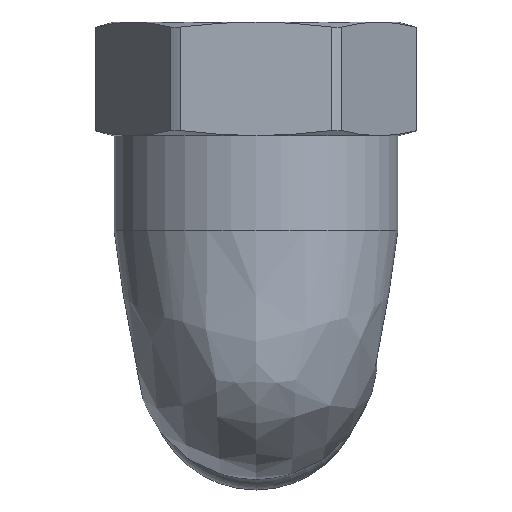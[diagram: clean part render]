
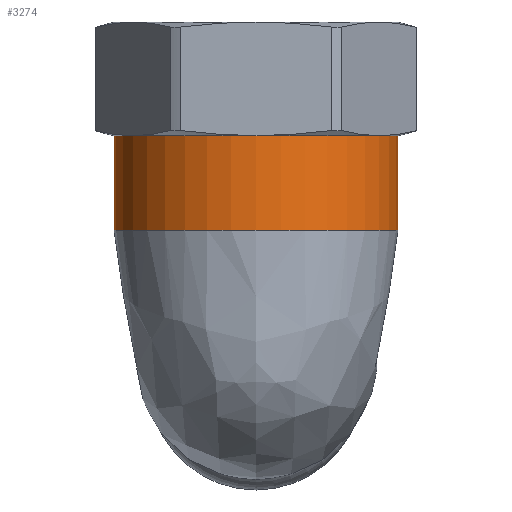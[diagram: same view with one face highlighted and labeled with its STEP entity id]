
A CAD part, top view. The second image highlights one B-rep face of the part: STEP entity #3274.
In plain terms, the highlighted cylindrical face has radius 15 mm (diameter 30 mm), a full revolution.
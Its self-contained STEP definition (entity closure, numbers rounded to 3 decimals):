
#616=LINE('',#8607,#763);
#763=VECTOR('',#4000,15.);
#777=CYLINDRICAL_SURFACE('',#3479,15.);
#958=FACE_OUTER_BOUND('',#1159,.T.);
#1159=EDGE_LOOP('',(#3049,#3050,#3051,#3052,#3053,#3054,#3055,#3056,#3057,
#3058,#3059,#3060,#3061));
#1182=CIRCLE('',#3378,15.);
#1183=CIRCLE('',#3379,15.);
#1184=CIRCLE('',#3380,15.);
#1185=CIRCLE('',#3381,15.);
#1199=CIRCLE('',#3417,15.);
#1200=CIRCLE('',#3418,15.);
#1202=CIRCLE('',#3421,15.);
#1204=CIRCLE('',#3424,15.);
#1207=CIRCLE('',#3428,15.);
#1209=CIRCLE('',#3431,15.);
#1239=CIRCLE('',#3480,15.);
#1431=VERTEX_POINT('',#6399);
#1432=VERTEX_POINT('',#6413);
#1433=VERTEX_POINT('',#6415);
#1434=VERTEX_POINT('',#6417);
#1517=VERTEX_POINT('',#8133);
#1523=VERTEX_POINT('',#8154);
#1529=VERTEX_POINT('',#8175);
#1535=VERTEX_POINT('',#8196);
#1541=VERTEX_POINT('',#8217);
#1547=VERTEX_POINT('',#8238);
#1551=VERTEX_POINT('',#8274);
#1855=EDGE_CURVE('',#1432,#1431,#1182,.T.);
#1856=EDGE_CURVE('',#1433,#1432,#1183,.T.);
#1857=EDGE_CURVE('',#1434,#1433,#1184,.T.);
#1858=EDGE_CURVE('',#1431,#1434,#1185,.T.);
#2028=EDGE_CURVE('',#1541,#1551,#1199,.T.);
#2029=EDGE_CURVE('',#1551,#1547,#1200,.T.);
#2031=EDGE_CURVE('',#1535,#1541,#1202,.T.);
#2033=EDGE_CURVE('',#1517,#1535,#1204,.T.);
#2036=EDGE_CURVE('',#1547,#1529,#1207,.T.);
#2038=EDGE_CURVE('',#1529,#1523,#1209,.T.);
#2076=EDGE_CURVE('',#1523,#1517,#1239,.T.);
#2077=EDGE_CURVE('',#1551,#1434,#616,.T.);
#3049=ORIENTED_EDGE('',*,*,#2076,.F.);
#3050=ORIENTED_EDGE('',*,*,#2038,.F.);
#3051=ORIENTED_EDGE('',*,*,#2036,.F.);
#3052=ORIENTED_EDGE('',*,*,#2029,.F.);
#3053=ORIENTED_EDGE('',*,*,#2077,.T.);
#3054=ORIENTED_EDGE('',*,*,#1857,.T.);
#3055=ORIENTED_EDGE('',*,*,#1856,.T.);
#3056=ORIENTED_EDGE('',*,*,#1855,.T.);
#3057=ORIENTED_EDGE('',*,*,#1858,.T.);
#3058=ORIENTED_EDGE('',*,*,#2077,.F.);
#3059=ORIENTED_EDGE('',*,*,#2028,.F.);
#3060=ORIENTED_EDGE('',*,*,#2031,.F.);
#3061=ORIENTED_EDGE('',*,*,#2033,.F.);
#3274=ADVANCED_FACE('',(#958),#777,.T.);
#3378=AXIS2_PLACEMENT_3D('',#6414,#3735,#3736);
#3379=AXIS2_PLACEMENT_3D('',#6416,#3737,#3738);
#3380=AXIS2_PLACEMENT_3D('',#6418,#3739,#3740);
#3381=AXIS2_PLACEMENT_3D('',#6419,#3741,#3742);
#3417=AXIS2_PLACEMENT_3D('',#8275,#3865,#3866);
#3418=AXIS2_PLACEMENT_3D('',#8276,#3867,#3868);
#3421=AXIS2_PLACEMENT_3D('',#8279,#3873,#3874);
#3424=AXIS2_PLACEMENT_3D('',#8282,#3879,#3880);
#3428=AXIS2_PLACEMENT_3D('',#8286,#3887,#3888);
#3431=AXIS2_PLACEMENT_3D('',#8289,#3893,#3894);
#3479=AXIS2_PLACEMENT_3D('',#8605,#3996,#3997);
#3480=AXIS2_PLACEMENT_3D('',#8606,#3998,#3999);
#3735=DIRECTION('center_axis',(0.,1.,0.));
#3736=DIRECTION('ref_axis',(-1.,0.,0.));
#3737=DIRECTION('center_axis',(0.,1.,0.));
#3738=DIRECTION('ref_axis',(-1.,0.,0.));
#3739=DIRECTION('center_axis',(0.,1.,0.));
#3740=DIRECTION('ref_axis',(-1.,0.,0.));
#3741=DIRECTION('center_axis',(0.,1.,0.));
#3742=DIRECTION('ref_axis',(-1.,0.,0.));
#3865=DIRECTION('center_axis',(0.,1.,0.));
#3866=DIRECTION('ref_axis',(-1.,0.,0.));
#3867=DIRECTION('center_axis',(0.,1.,0.));
#3868=DIRECTION('ref_axis',(-1.,0.,0.));
#3873=DIRECTION('center_axis',(0.,1.,0.));
#3874=DIRECTION('ref_axis',(-1.,0.,0.));
#3879=DIRECTION('center_axis',(0.,1.,0.));
#3880=DIRECTION('ref_axis',(-1.,0.,0.));
#3887=DIRECTION('center_axis',(0.,1.,0.));
#3888=DIRECTION('ref_axis',(-1.,0.,0.));
#3893=DIRECTION('center_axis',(0.,1.,0.));
#3894=DIRECTION('ref_axis',(-1.,0.,0.));
#3996=DIRECTION('center_axis',(0.,1.,0.));
#3997=DIRECTION('ref_axis',(-1.,0.,0.));
#3998=DIRECTION('center_axis',(0.,1.,0.));
#3999=DIRECTION('ref_axis',(-1.,0.,0.));
#4000=DIRECTION('',(0.,-1.,0.));
#6399=CARTESIAN_POINT('',(0.,16.,15.));
#6413=CARTESIAN_POINT('',(-15.,16.,0.));
#6414=CARTESIAN_POINT('Origin',(0.,16.,0.));
#6415=CARTESIAN_POINT('',(0.,16.,-15.));
#6416=CARTESIAN_POINT('Origin',(0.,16.,0.));
#6417=CARTESIAN_POINT('',(15.,16.,0.));
#6418=CARTESIAN_POINT('Origin',(0.,16.,0.));
#6419=CARTESIAN_POINT('Origin',(0.,16.,0.));
#8133=CARTESIAN_POINT('',(-12.99,26.,7.5));
#8154=CARTESIAN_POINT('',(-12.99,26.,-7.5));
#8175=CARTESIAN_POINT('',(0.,26.,-15.));
#8196=CARTESIAN_POINT('',(0.,26.,15.));
#8217=CARTESIAN_POINT('',(12.99,26.,7.5));
#8238=CARTESIAN_POINT('',(12.99,26.,-7.5));
#8274=CARTESIAN_POINT('',(15.,26.,0.));
#8275=CARTESIAN_POINT('Origin',(0.,26.,0.));
#8276=CARTESIAN_POINT('Origin',(0.,26.,0.));
#8279=CARTESIAN_POINT('Origin',(0.,26.,0.));
#8282=CARTESIAN_POINT('Origin',(0.,26.,0.));
#8286=CARTESIAN_POINT('Origin',(0.,26.,0.));
#8289=CARTESIAN_POINT('Origin',(0.,26.,0.));
#8605=CARTESIAN_POINT('Origin',(0.,32.,0.));
#8606=CARTESIAN_POINT('Origin',(0.,26.,0.));
#8607=CARTESIAN_POINT('',(15.,32.,0.));
